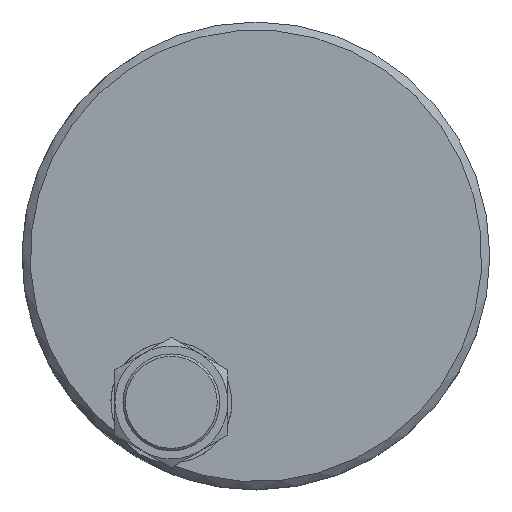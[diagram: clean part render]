
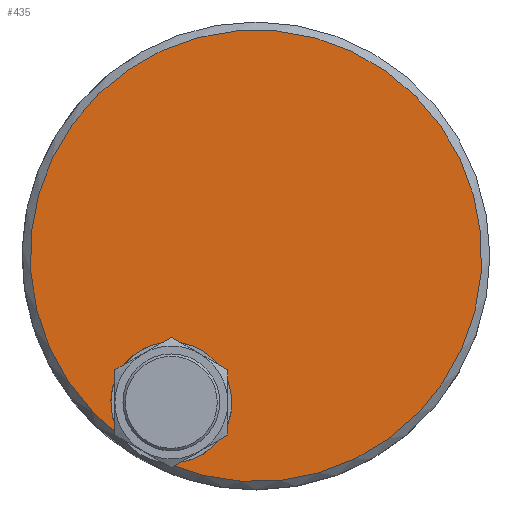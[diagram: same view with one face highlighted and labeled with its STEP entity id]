
A CAD part, top view. The second image highlights one B-rep face of the part: STEP entity #435.
In plain terms, the highlighted planar face has unit normal (0, 0, 1).
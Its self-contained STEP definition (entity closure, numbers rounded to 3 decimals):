
#85=PLANE('',#1408);
#136=FACE_OUTER_BOUND('',#560,.T.);
#435=ADVANCED_FACE('',(#136),#85,.T.);
#560=EDGE_LOOP('',(#856,#857));
#856=ORIENTED_EDGE('',*,*,#1221,.T.);
#857=ORIENTED_EDGE('',*,*,#1222,.T.);
#1058=VERTEX_POINT('',#2427);
#1059=VERTEX_POINT('',#2428);
#1221=EDGE_CURVE('',#1058,#1059,#1286,.T.);
#1222=EDGE_CURVE('',#1059,#1058,#1287,.T.);
#1286=CIRCLE('',#1406,7.5);
#1287=CIRCLE('',#1407,28.);
#1406=AXIS2_PLACEMENT_3D('',#2426,#1714,#1715);
#1407=AXIS2_PLACEMENT_3D('',#2429,#1716,#1717);
#1408=AXIS2_PLACEMENT_3D('',#2430,#1718,#1719);
#1714=DIRECTION('',(0.,0.,-1.));
#1715=DIRECTION('',(0.,-1.,0.));
#1716=DIRECTION('',(0.,0.,1.));
#1717=DIRECTION('',(0.,1.,0.));
#1718=DIRECTION('',(0.,0.,1.));
#1719=DIRECTION('',(0.,1.,0.));
#2426=CARTESIAN_POINT('',(-10.5,-18.187,18.));
#2427=CARTESIAN_POINT('',(-16.602,-22.547,18.));
#2428=CARTESIAN_POINT('',(-11.225,-25.651,18.));
#2429=CARTESIAN_POINT('',(0.,0.,18.));
#2430=CARTESIAN_POINT('',(0.,0.,18.));
